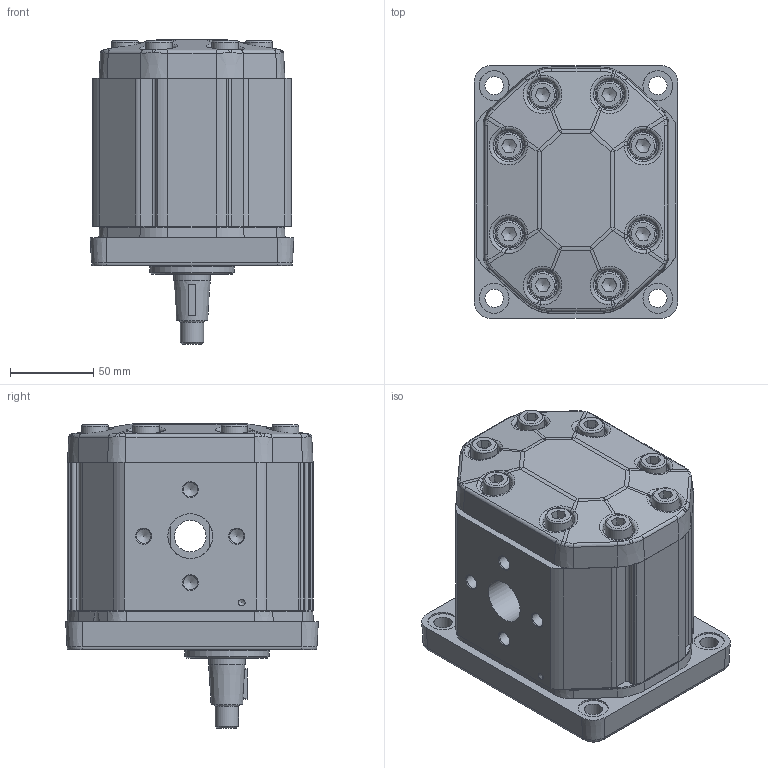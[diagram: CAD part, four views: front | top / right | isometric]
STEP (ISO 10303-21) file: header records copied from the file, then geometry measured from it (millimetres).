
FILE_DESCRIPTION((''),'2;1');
FILE_NAME('GHP3-D-50.stp','2015-09-14T16:02:57',('Atma_101'),(''),'Autodesk Inventor 2013','Autodesk Inventor 2013','');
FILE_SCHEMA(('AUTOMOTIVE_DESIGN { 1 0 10303 214 1 1 1 1 }'));
Length unit declared in the file: millimetre
Products named in the file (1): Parte4
Bounding box: 122.5 x 152 x 183 mm (x, y, z)
Volume: 1581379 mm3; surface area: 248732.6 mm2
Topology: 23 solids, 23 shells, 939 faces, 2238 edges, 1371 vertices
Faces by surface type: plane 290, cylinder 287, cone 150, torus 126, bspline 78, sphere 8
Full cylindrical faces by diameter (mm): 2.5 x2, 4 x9, 8.376 x16, 8.647 x8, 10 x16, 10.5 x8, 11 x12, 14 x1, 16 x16, 17 x16, 18 x4, 19 x9, 22 x1, 25 x1, 26 x1, 26.2 x1, 27 x1, 30 x1, 31.5 x1, 35 x2, 35.8 x1, 37 x1, 50.8 x1
Entity records: 28480 total; most frequent: CARTESIAN_POINT 7756, DIRECTION 4160, ORIENTED_EDGE 3654, EDGE_CURVE 1827, AXIS2_PLACEMENT_3D 1759, EDGE_LOOP 1330, VERTEX_POINT 1271, STYLED_ITEM 959
